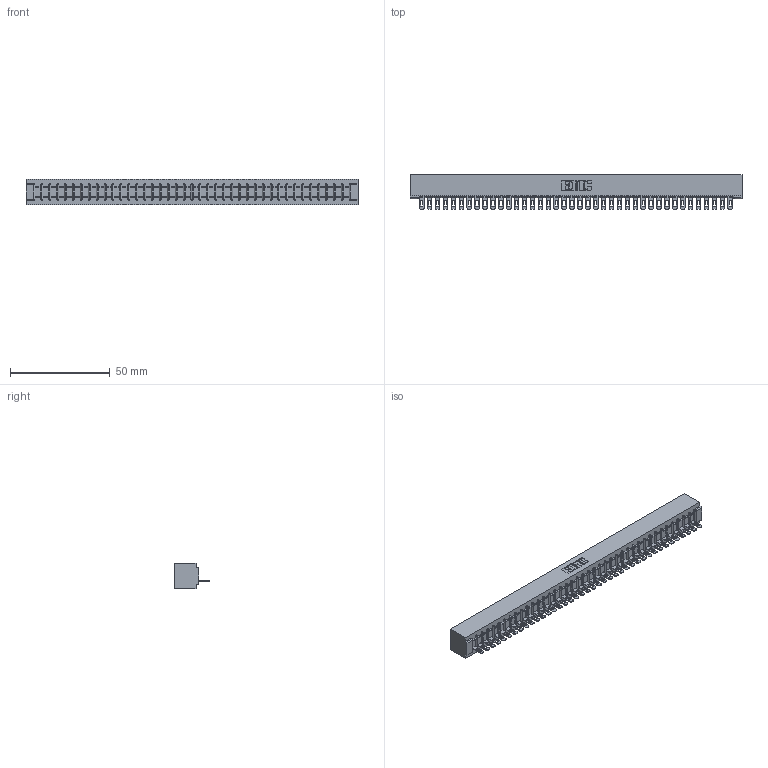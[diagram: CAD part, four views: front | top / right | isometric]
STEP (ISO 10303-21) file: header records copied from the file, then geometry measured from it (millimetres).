
FILE_DESCRIPTION (( 'STEP AP203' ), '1' );
FILE_NAME ('307-040-501-101.STEP', '2019-09-05T10:09:36', ( '' ), ( '' ), 'SwSTEP 2.0', 'SolidWorks 2016', '' );
FILE_SCHEMA (( 'CONFIG_CONTROL_DESIGN' ));
Length unit declared in the file: inch
Products named in the file (3): 307-040-501-101; 307 Part_No Mounting Lugs; 307-290-002_501
Assembly tree (41 placements, depth 2):
  307-040-501-101
    307 Part_No Mounting Lugs
    307-290-002_501  x40
Bounding box: 166.37 x 17.42 x 12.7 mm (x, y, z)
Volume: 18381.4 mm3; surface area: 23687.9 mm2
Topology: 41 solids, 41 shells, 3191 faces, 9819 edges, 6434 vertices
Faces by surface type: plane 1826, cylinder 1283, sphere 82
Entity records: 35054 total; most frequent: CARTESIAN_POINT 5912, ORIENTED_EDGE 5902, DIRECTION 5747, EDGE_CURVE 2951, VECTOR 2257, LINE 2257, VERTEX_POINT 1910, AXIS2_PLACEMENT_3D 1745
